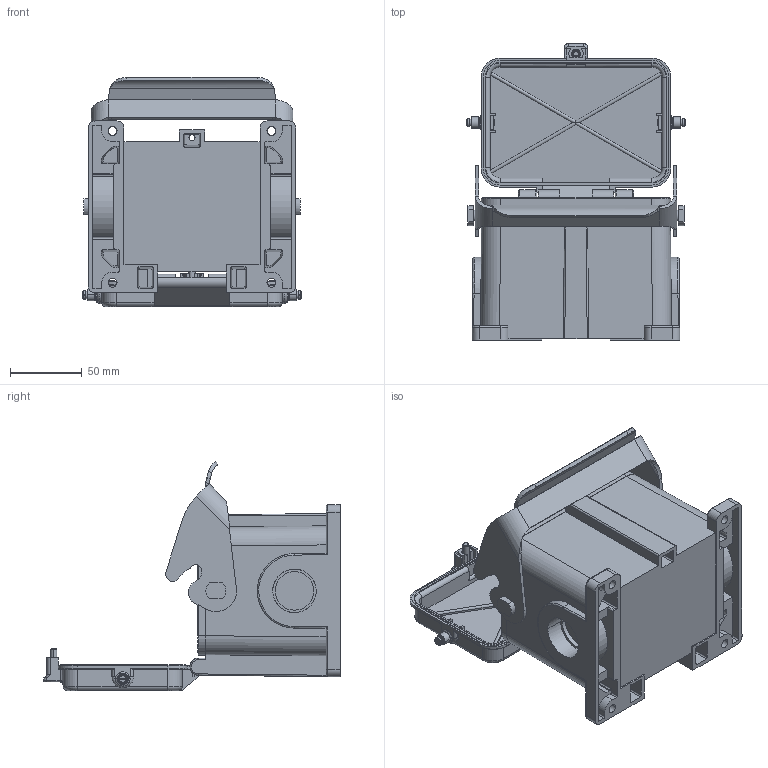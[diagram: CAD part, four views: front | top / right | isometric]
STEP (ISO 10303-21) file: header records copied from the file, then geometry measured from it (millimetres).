
FILE_DESCRIPTION(/* description */ (''),/* implementation_level */ '2;1');
FILE_NAME(/* name */ 'c146 10n048 807 1nxc001-01.stp',/* time_stamp */ '2019-02-05T11:41:47+01:00',/* author */ (''),/* organization */ (''),/* preprocessor_version */ 'ST-DEVELOPER v16.7',/* originating_system */ 'SIEMENS PLM Software NX 12.0',/* authorisation */ '');
FILE_SCHEMA (('AUTOMOTIVE_DESIGN { 1 0 10303 214 3 1 1 1 }'));
Length unit declared in the file: millimetre
Products named in the file (1): MBer2BE8531Cg0bl
Bounding box: 153 x 207.2 x 160.06 mm (x, y, z)
Volume: 450261.5 mm3; surface area: 214195 mm2
Topology: 1 solids, 1 shells, 1009 faces, 2600 edges, 1633 vertices
Faces by surface type: cylinder 425, plane 410, bspline 76, cone 46, torus 40, sphere 12
Full cylindrical faces by diameter (mm): 2.5 x8, 4.2 x1, 38.539 x1
Entity records: 35896 total; most frequent: CARTESIAN_POINT 11792, ORIENTED_EDGE 5116, DIRECTION 4936, EDGE_CURVE 2558, AXIS2_PLACEMENT_3D 1768, VERTEX_POINT 1621, LINE 1400, VECTOR 1400
